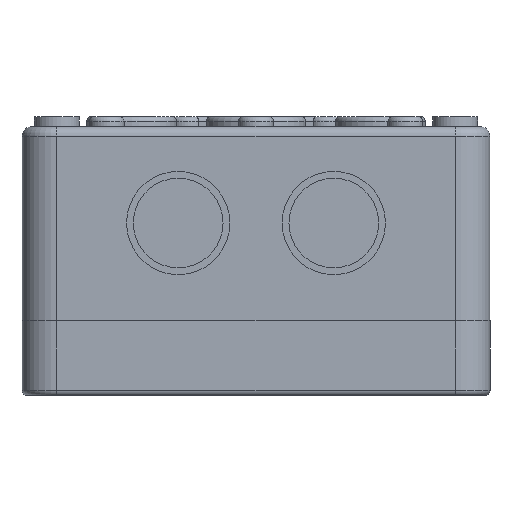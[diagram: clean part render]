
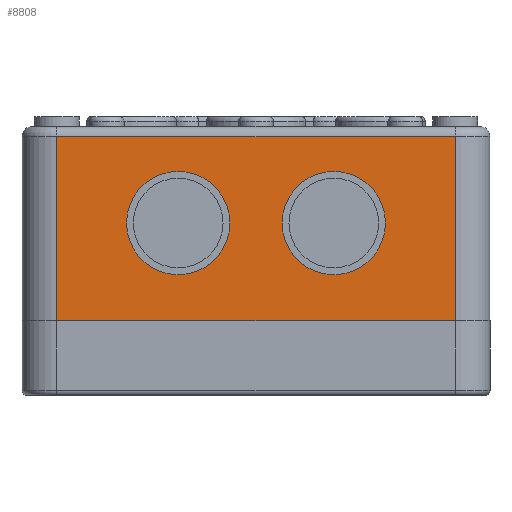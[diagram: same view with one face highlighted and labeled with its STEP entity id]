
A CAD part, front view. The second image highlights one B-rep face of the part: STEP entity #8808.
In plain terms, the highlighted planar face has unit normal (0, -1, 0).
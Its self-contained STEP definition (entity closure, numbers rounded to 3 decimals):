
#314=LINE('',#15076,#818);
#319=LINE('',#15100,#823);
#321=LINE('',#15106,#825);
#322=LINE('',#15107,#826);
#818=VECTOR('',#12307,80.);
#823=VECTOR('',#12336,37.);
#825=VECTOR('',#12342,37.);
#826=VECTOR('',#12343,80.);
#1242=PLANE('',#9899);
#1541=FACE_BOUND('',#2790,.T.);
#1542=FACE_BOUND('',#2791,.T.);
#2008=FACE_OUTER_BOUND('',#2789,.T.);
#2789=EDGE_LOOP('',(#7231,#7232,#7233,#7234));
#2790=EDGE_LOOP('',(#7235));
#2791=EDGE_LOOP('',(#7236));
#3375=CIRCLE('',#9622,10.375);
#3377=CIRCLE('',#9626,10.375);
#4114=VERTEX_POINT('',#14620);
#4116=VERTEX_POINT('',#14626);
#4245=VERTEX_POINT('',#15060);
#4249=VERTEX_POINT('',#15072);
#4257=VERTEX_POINT('',#15099);
#4259=VERTEX_POINT('',#15105);
#5097=EDGE_CURVE('',#4114,#4114,#3375,.T.);
#5099=EDGE_CURVE('',#4116,#4116,#3377,.T.);
#5300=EDGE_CURVE('',#4245,#4249,#314,.T.);
#5312=EDGE_CURVE('',#4257,#4249,#319,.T.);
#5315=EDGE_CURVE('',#4259,#4245,#321,.T.);
#5316=EDGE_CURVE('',#4259,#4257,#322,.T.);
#7231=ORIENTED_EDGE('',*,*,#5300,.F.);
#7232=ORIENTED_EDGE('',*,*,#5315,.F.);
#7233=ORIENTED_EDGE('',*,*,#5316,.T.);
#7234=ORIENTED_EDGE('',*,*,#5312,.T.);
#7235=ORIENTED_EDGE('',*,*,#5097,.T.);
#7236=ORIENTED_EDGE('',*,*,#5099,.T.);
#8808=ADVANCED_FACE('',(#2008,#1541,#1542),#1242,.T.);
#9622=AXIS2_PLACEMENT_3D('',#14621,#11724,#11725);
#9626=AXIS2_PLACEMENT_3D('',#14627,#11732,#11733);
#9899=AXIS2_PLACEMENT_3D('',#15104,#12340,#12341);
#11724=DIRECTION('center_axis',(0.,1.,0.));
#11725=DIRECTION('ref_axis',(1.,0.,0.));
#11732=DIRECTION('center_axis',(0.,1.,0.));
#11733=DIRECTION('ref_axis',(-1.,0.,0.));
#12307=DIRECTION('',(1.,0.,0.));
#12336=DIRECTION('',(0.,0.,1.));
#12340=DIRECTION('center_axis',(0.,-1.,0.));
#12341=DIRECTION('ref_axis',(0.,0.,-1.));
#12342=DIRECTION('',(0.,0.,1.));
#12343=DIRECTION('',(1.,0.,0.));
#14620=CARTESIAN_POINT('',(36.38,-17.15,19.625));
#14621=CARTESIAN_POINT('Origin',(46.755,-17.15,19.625));
#14626=CARTESIAN_POINT('',(25.88,-17.15,19.625));
#14627=CARTESIAN_POINT('Origin',(15.505,-17.15,19.625));
#15060=CARTESIAN_POINT('',(-8.87,-17.15,37.));
#15072=CARTESIAN_POINT('',(71.13,-17.15,37.));
#15076=CARTESIAN_POINT('',(51.13,-17.15,37.));
#15099=CARTESIAN_POINT('',(71.13,-17.15,0.));
#15100=CARTESIAN_POINT('',(71.13,-17.15,0.));
#15104=CARTESIAN_POINT('Origin',(71.13,-17.15,0.));
#15105=CARTESIAN_POINT('',(-8.87,-17.15,0.));
#15106=CARTESIAN_POINT('',(-8.87,-17.15,0.));
#15107=CARTESIAN_POINT('',(-8.87,-17.15,0.));
